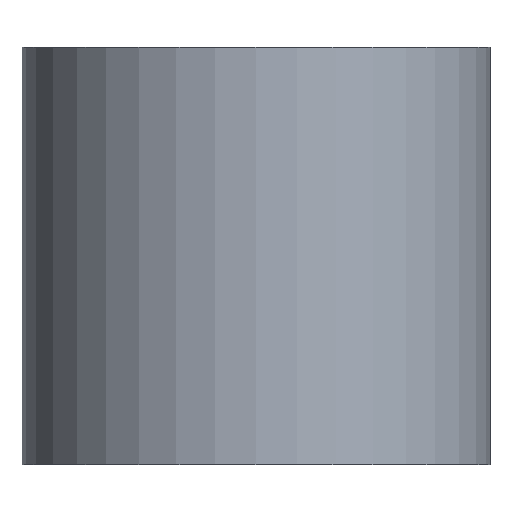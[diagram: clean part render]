
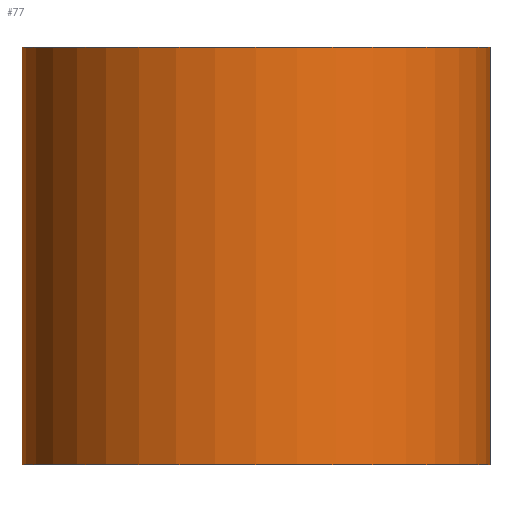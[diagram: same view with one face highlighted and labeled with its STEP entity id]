
A CAD part, front view. The second image highlights one B-rep face of the part: STEP entity #77.
In plain terms, the highlighted cylindrical face has radius 1.683 mm (diameter 3.367 mm), a full revolution.
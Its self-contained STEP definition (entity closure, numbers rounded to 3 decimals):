
#20=FACE_OUTER_BOUND('',#24,.T.);
#24=EDGE_LOOP('',(#61,#62,#63,#64,#65,#66));
#30=LINE('',#152,#32);
#32=VECTOR('',#128,1.683);
#36=CIRCLE('',#105,1.683);
#37=CIRCLE('',#106,1.683);
#38=CIRCLE('',#107,1.683);
#39=CIRCLE('',#108,1.683);
#43=VERTEX_POINT('',#147);
#44=VERTEX_POINT('',#148);
#45=VERTEX_POINT('',#151);
#46=VERTEX_POINT('',#153);
#51=EDGE_CURVE('',#43,#44,#36,.T.);
#52=EDGE_CURVE('',#44,#43,#37,.T.);
#53=EDGE_CURVE('',#44,#45,#30,.T.);
#54=EDGE_CURVE('',#46,#45,#38,.T.);
#55=EDGE_CURVE('',#45,#46,#39,.T.);
#61=ORIENTED_EDGE('',*,*,#51,.F.);
#62=ORIENTED_EDGE('',*,*,#52,.F.);
#63=ORIENTED_EDGE('',*,*,#53,.T.);
#64=ORIENTED_EDGE('',*,*,#54,.F.);
#65=ORIENTED_EDGE('',*,*,#55,.F.);
#66=ORIENTED_EDGE('',*,*,#53,.F.);
#75=CYLINDRICAL_SURFACE('',#104,1.683);
#77=ADVANCED_FACE('',(#20),#75,.T.);
#104=AXIS2_PLACEMENT_3D('',#146,#122,#123);
#105=AXIS2_PLACEMENT_3D('',#149,#124,#125);
#106=AXIS2_PLACEMENT_3D('',#150,#126,#127);
#107=AXIS2_PLACEMENT_3D('',#154,#129,#130);
#108=AXIS2_PLACEMENT_3D('',#155,#131,#132);
#122=DIRECTION('center_axis',(0.,0.,-1.));
#123=DIRECTION('ref_axis',(1.,0.,0.));
#124=DIRECTION('center_axis',(0.,0.,-1.));
#125=DIRECTION('ref_axis',(1.,0.,0.));
#126=DIRECTION('center_axis',(0.,0.,-1.));
#127=DIRECTION('ref_axis',(1.,0.,0.));
#128=DIRECTION('',(0.,0.,1.));
#129=DIRECTION('center_axis',(0.,0.,1.));
#130=DIRECTION('ref_axis',(1.,0.,0.));
#131=DIRECTION('center_axis',(0.,0.,1.));
#132=DIRECTION('ref_axis',(1.,0.,0.));
#146=CARTESIAN_POINT('Origin',(-15.003,37.524,3.));
#147=CARTESIAN_POINT('',(-13.319,37.524,0.));
#148=CARTESIAN_POINT('',(-16.686,37.524,0.));
#149=CARTESIAN_POINT('Origin',(-15.003,37.524,0.));
#150=CARTESIAN_POINT('Origin',(-15.003,37.524,0.));
#151=CARTESIAN_POINT('',(-16.686,37.524,3.));
#152=CARTESIAN_POINT('',(-16.686,37.524,3.));
#153=CARTESIAN_POINT('',(-13.319,37.524,3.));
#154=CARTESIAN_POINT('Origin',(-15.003,37.524,3.));
#155=CARTESIAN_POINT('Origin',(-15.003,37.524,3.));
